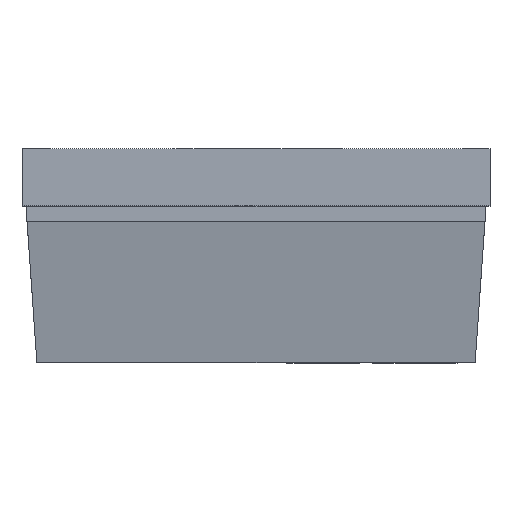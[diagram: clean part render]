
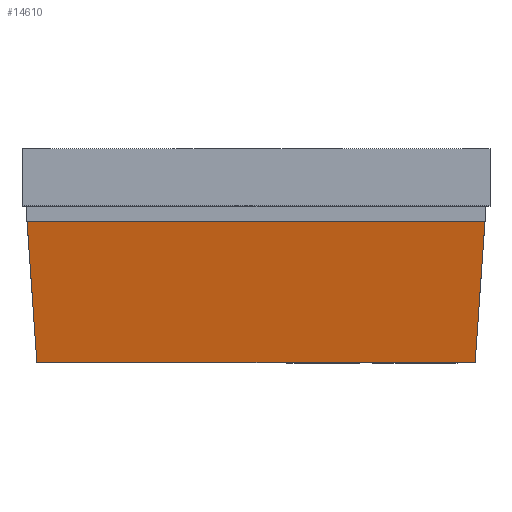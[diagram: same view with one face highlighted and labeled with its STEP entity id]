
A CAD part, top view. The second image highlights one B-rep face of the part: STEP entity #14610.
In plain terms, the highlighted planar face has unit normal (0, -0.174, 0.985).
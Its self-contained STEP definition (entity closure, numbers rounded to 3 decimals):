
#161 = LINE ( 'NONE', #2015, #14006 ) ;
#582 = CARTESIAN_POINT ( 'NONE',  ( 4.847, 0.73, 4.6 ) ) ;
#871 = ORIENTED_EDGE ( 'NONE', *, *, #1272, .F. ) ;
#920 = VECTOR ( 'NONE', #2752, 1000. ) ;
#1152 = EDGE_LOOP ( 'NONE', ( #4417, #871, #5487, #2991 ) ) ;
#1272 = EDGE_CURVE ( 'NONE', #2028, #13725, #5232, .T. ) ;
#1928 = EDGE_CURVE ( 'NONE', #13725, #14101, #2044, .T. ) ;
#2015 = CARTESIAN_POINT ( 'NONE',  ( -4.639, -2.25, 4.075 ) ) ;
#2028 = VERTEX_POINT ( 'NONE', #6878 ) ;
#2044 = LINE ( 'NONE', #6651, #2279 ) ;
#2279 = VECTOR ( 'NONE', #14792, 1000. ) ;
#2571 = CARTESIAN_POINT ( 'NONE',  ( 0., -2.25, 4.075 ) ) ;
#2752 = DIRECTION ( 'NONE',  ( 1., 0., 0. ) ) ;
#2991 = ORIENTED_EDGE ( 'NONE', *, *, #9648, .F. ) ;
#3859 = DIRECTION ( 'NONE',  ( 0., -0.174, 0.985 ) ) ;
#4121 = CARTESIAN_POINT ( 'NONE',  ( 4.639, 0.73, 4.6 ) ) ;
#4417 = ORIENTED_EDGE ( 'NONE', *, *, #1928, .F. ) ;
#4779 = DIRECTION ( 'NONE',  ( -0.069, 0.982, 0.173 ) ) ;
#4844 = EDGE_CURVE ( 'NONE', #13481, #2028, #7347, .T. ) ;
#5232 = LINE ( 'NONE', #4121, #920 ) ;
#5487 = ORIENTED_EDGE ( 'NONE', *, *, #4844, .F. ) ;
#5984 = AXIS2_PLACEMENT_3D ( 'NONE', #2571, #3859, #9487 ) ;
#6651 = CARTESIAN_POINT ( 'NONE',  ( 4.59, -2.943, 3.952 ) ) ;
#6878 = CARTESIAN_POINT ( 'NONE',  ( -4.847, 0.73, 4.6 ) ) ;
#7347 = LINE ( 'NONE', #10646, #7849 ) ;
#7849 = VECTOR ( 'NONE', #4779, 1000. ) ;
#8884 = DIRECTION ( 'NONE',  ( -1., 0., 0. ) ) ;
#9266 = PLANE ( 'NONE',  #5984 ) ;
#9487 = DIRECTION ( 'NONE',  ( 1., 0., 0. ) ) ;
#9648 = EDGE_CURVE ( 'NONE', #14101, #13481, #161, .T. ) ;
#10646 = CARTESIAN_POINT ( 'NONE',  ( -4.59, -2.943, 3.952 ) ) ;
#11441 = CARTESIAN_POINT ( 'NONE',  ( -4.639, -2.25, 4.075 ) ) ;
#13481 = VERTEX_POINT ( 'NONE', #11441 ) ;
#13725 = VERTEX_POINT ( 'NONE', #582 ) ;
#14006 = VECTOR ( 'NONE', #8884, 1000. ) ;
#14101 = VERTEX_POINT ( 'NONE', #14688 ) ;
#14610 = ADVANCED_FACE ( 'NONE', ( #15053 ), #9266, .T. ) ;
#14688 = CARTESIAN_POINT ( 'NONE',  ( 4.639, -2.25, 4.075 ) ) ;
#14792 = DIRECTION ( 'NONE',  ( -0.069, -0.982, -0.173 ) ) ;
#15053 = FACE_OUTER_BOUND ( 'NONE', #1152, .T. ) ;
